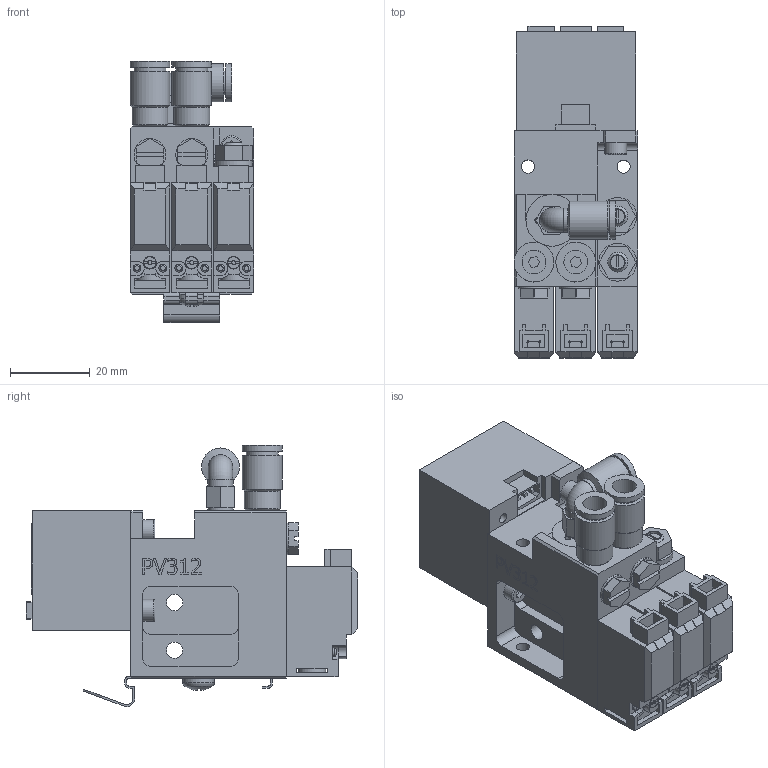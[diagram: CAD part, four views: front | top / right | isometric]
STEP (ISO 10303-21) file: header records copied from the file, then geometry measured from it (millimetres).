
FILE_DESCRIPTION((''),'2;1');
FILE_NAME('6247006.stp','2018-01-29T14:37:24',('jbalanche'),(''),'Autodesk Inventor 2012','Autodesk Inventor 2012','');
FILE_SCHEMA(('AUTOMOTIVE_DESIGN { 1 0 10303 214 1 1 1 1 }'));
Length unit declared in the file: millimetre
Products named in the file (1): 6247006
Bounding box: 31.1 x 83.3 x 65.54 mm (x, y, z)
Volume: 81089.5 mm3; surface area: 30979.4 mm2
Topology: 25 solids, 25 shells, 1130 faces, 2873 edges, 1883 vertices
Faces by surface type: plane 750, cylinder 221, bspline 93, cone 47, torus 18, sphere 1
Full cylindrical faces by diameter (mm): 0.5 x6, 1 x3, 1.5 x2, 1.6 x6, 2 x6, 2.35 x1, 2.46 x2, 2.5 x2, 3 x5, 3.2 x3, 3.242 x1, 3.3 x6, 3.5 x2, 3.621 x1, 4 x4, 4.1 x4, 4.13 x1, 4.134 x1, 4.5 x1, 5 x7, 5.1 x2, 5.4 x3, 5.5 x2, 5.8 x2, 6 x3, 6.08 x1, 6.1 x2, 6.3 x2, 6.8 x11, 7.4 x4
Entity records: 35090 total; most frequent: CARTESIAN_POINT 7547, ORIENTED_EDGE 5316, DIRECTION 5074, EDGE_CURVE 2658, VECTOR 1846, LINE 1846, VERTEX_POINT 1839, AXIS2_PLACEMENT_3D 1614
